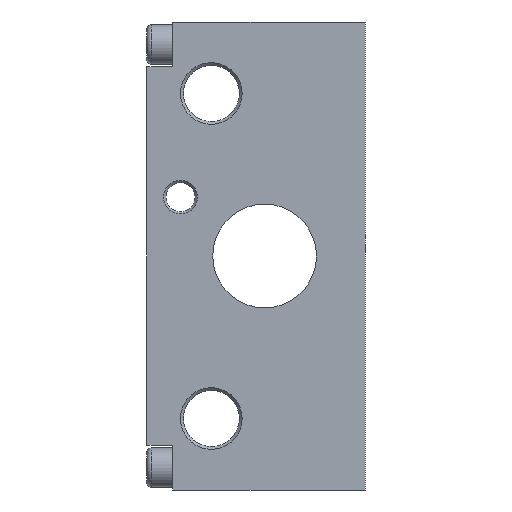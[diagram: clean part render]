
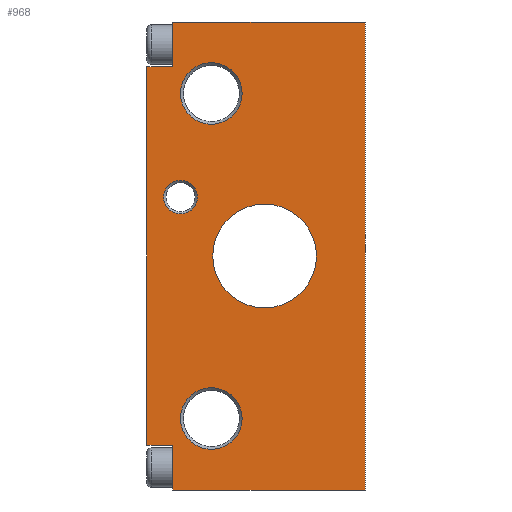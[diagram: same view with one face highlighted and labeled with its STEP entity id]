
A CAD part, left-side view. The second image highlights one B-rep face of the part: STEP entity #968.
In plain terms, the highlighted planar face has unit normal (-1, 0, 0).
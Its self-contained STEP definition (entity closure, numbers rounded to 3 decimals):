
#65=LINE('',#1457,#165);
#66=LINE('',#1460,#166);
#68=LINE('',#1464,#168);
#71=LINE('',#1470,#171);
#74=LINE('',#1476,#174);
#79=LINE('',#1487,#179);
#80=LINE('',#1490,#180);
#82=LINE('',#1494,#182);
#85=LINE('',#1500,#185);
#88=LINE('',#1511,#188);
#165=VECTOR('',#1162,1000.);
#166=VECTOR('',#1165,1000.);
#168=VECTOR('',#1169,1000.);
#171=VECTOR('',#1174,1000.);
#174=VECTOR('',#1179,1000.);
#179=VECTOR('',#1188,1000.);
#180=VECTOR('',#1191,1000.);
#182=VECTOR('',#1195,1000.);
#185=VECTOR('',#1200,1000.);
#188=VECTOR('',#1211,1000.);
#322=ORIENTED_EDGE('',*,*,#555,.T.);
#323=ORIENTED_EDGE('',*,*,#556,.T.);
#324=ORIENTED_EDGE('',*,*,#557,.T.);
#325=ORIENTED_EDGE('',*,*,#549,.T.);
#326=ORIENTED_EDGE('',*,*,#522,.F.);
#327=ORIENTED_EDGE('',*,*,#550,.F.);
#328=ORIENTED_EDGE('',*,*,#545,.F.);
#329=ORIENTED_EDGE('',*,*,#542,.F.);
#330=ORIENTED_EDGE('',*,*,#540,.F.);
#331=ORIENTED_EDGE('',*,*,#538,.F.);
#332=ORIENTED_EDGE('',*,*,#532,.F.);
#333=ORIENTED_EDGE('',*,*,#529,.F.);
#334=ORIENTED_EDGE('',*,*,#526,.F.);
#335=ORIENTED_EDGE('',*,*,#524,.F.);
#522=EDGE_CURVE('',#647,#648,#65,.T.);
#524=EDGE_CURVE('',#648,#649,#66,.T.);
#526=EDGE_CURVE('',#649,#650,#68,.T.);
#529=EDGE_CURVE('',#650,#652,#71,.T.);
#532=EDGE_CURVE('',#652,#654,#74,.T.);
#538=EDGE_CURVE('',#654,#658,#79,.T.);
#540=EDGE_CURVE('',#658,#659,#80,.T.);
#542=EDGE_CURVE('',#659,#660,#82,.T.);
#545=EDGE_CURVE('',#660,#662,#85,.T.);
#549=EDGE_CURVE('',#665,#665,#715,.T.);
#550=EDGE_CURVE('',#662,#647,#88,.T.);
#555=EDGE_CURVE('',#669,#669,#719,.T.);
#556=EDGE_CURVE('',#670,#670,#720,.T.);
#557=EDGE_CURVE('',#671,#671,#721,.T.);
#647=VERTEX_POINT('',#1456);
#648=VERTEX_POINT('',#1458);
#649=VERTEX_POINT('',#1461);
#650=VERTEX_POINT('',#1465);
#652=VERTEX_POINT('',#1471);
#654=VERTEX_POINT('',#1477);
#658=VERTEX_POINT('',#1488);
#659=VERTEX_POINT('',#1491);
#660=VERTEX_POINT('',#1495);
#662=VERTEX_POINT('',#1501);
#665=VERTEX_POINT('',#1509);
#669=VERTEX_POINT('',#1522);
#670=VERTEX_POINT('',#1524);
#671=VERTEX_POINT('',#1526);
#715=CIRCLE('',#1048,9.25);
#719=CIRCLE('',#1055,5.5);
#720=CIRCLE('',#1056,5.5);
#721=CIRCLE('',#1057,3.);
#755=EDGE_LOOP('',(#322));
#756=EDGE_LOOP('',(#323));
#757=EDGE_LOOP('',(#324));
#758=EDGE_LOOP('',(#325));
#759=EDGE_LOOP('',(#326,#327,#328,#329,#330,#331,#332,#333,#334,#335));
#845=FACE_BOUND('',#755,.T.);
#846=FACE_BOUND('',#756,.T.);
#847=FACE_BOUND('',#757,.T.);
#848=FACE_BOUND('',#758,.T.);
#849=FACE_BOUND('',#759,.T.);
#925=PLANE('',#1054);
#968=ADVANCED_FACE('',(#845,#846,#847,#848,#849),#925,.F.);
#1048=AXIS2_PLACEMENT_3D('',#1508,#1207,#1208);
#1054=AXIS2_PLACEMENT_3D('',#1520,#1221,#1222);
#1055=AXIS2_PLACEMENT_3D('',#1521,#1223,#1224);
#1056=AXIS2_PLACEMENT_3D('',#1523,#1225,#1226);
#1057=AXIS2_PLACEMENT_3D('',#1525,#1227,#1228);
#1162=DIRECTION('',(0.,0.,1.));
#1165=DIRECTION('',(0.,0.,1.));
#1169=DIRECTION('',(0.,-1.,0.));
#1174=DIRECTION('',(0.,0.,-1.));
#1179=DIRECTION('',(0.,1.,0.));
#1188=DIRECTION('',(0.,0.,1.));
#1191=DIRECTION('',(0.,0.,1.));
#1195=DIRECTION('',(0.,1.,0.));
#1200=DIRECTION('',(0.,0.,1.));
#1207=DIRECTION('',(1.,0.,0.));
#1208=DIRECTION('',(0.,0.,-1.));
#1211=DIRECTION('',(0.,-1.,0.));
#1221=DIRECTION('',(1.,0.,0.));
#1222=DIRECTION('',(0.,0.,-1.));
#1223=DIRECTION('',(1.,0.,0.));
#1224=DIRECTION('',(0.,0.,-1.));
#1225=DIRECTION('',(1.,0.,0.));
#1226=DIRECTION('',(0.,0.,-1.));
#1227=DIRECTION('',(1.,0.,0.));
#1228=DIRECTION('',(0.,0.,-1.));
#1456=CARTESIAN_POINT('',(0.,35.4,33.75));
#1457=CARTESIAN_POINT('',(0.,35.4,33.75));
#1458=CARTESIAN_POINT('',(0.,35.4,37.75));
#1460=CARTESIAN_POINT('',(0.,35.4,33.75));
#1461=CARTESIAN_POINT('',(0.,35.4,41.75));
#1464=CARTESIAN_POINT('',(0.,35.4,41.75));
#1465=CARTESIAN_POINT('',(0.,1.,41.75));
#1470=CARTESIAN_POINT('',(0.,1.,41.75));
#1471=CARTESIAN_POINT('',(0.,1.,-41.75));
#1476=CARTESIAN_POINT('',(0.,1.,-41.75));
#1477=CARTESIAN_POINT('',(0.,35.4,-41.75));
#1487=CARTESIAN_POINT('',(0.,35.4,-41.75));
#1488=CARTESIAN_POINT('',(0.,35.4,-37.75));
#1490=CARTESIAN_POINT('',(0.,35.4,-41.75));
#1491=CARTESIAN_POINT('',(0.,35.4,-33.75));
#1494=CARTESIAN_POINT('',(0.,35.4,-33.75));
#1495=CARTESIAN_POINT('',(0.,40.,-33.75));
#1500=CARTESIAN_POINT('',(0.,40.,-33.75));
#1501=CARTESIAN_POINT('',(0.,40.,33.75));
#1508=CARTESIAN_POINT('',(0.,19.,0.));
#1509=CARTESIAN_POINT('',(0.,19.,-9.25));
#1511=CARTESIAN_POINT('',(0.,40.,33.75));
#1520=CARTESIAN_POINT('',(0.,0.,0.));
#1521=CARTESIAN_POINT('',(0.,28.5,29.));
#1522=CARTESIAN_POINT('',(0.,28.5,23.5));
#1523=CARTESIAN_POINT('',(0.,28.5,-29.));
#1524=CARTESIAN_POINT('',(0.,28.5,-34.5));
#1525=CARTESIAN_POINT('',(0.,34.,10.5));
#1526=CARTESIAN_POINT('',(0.,34.,7.5));
